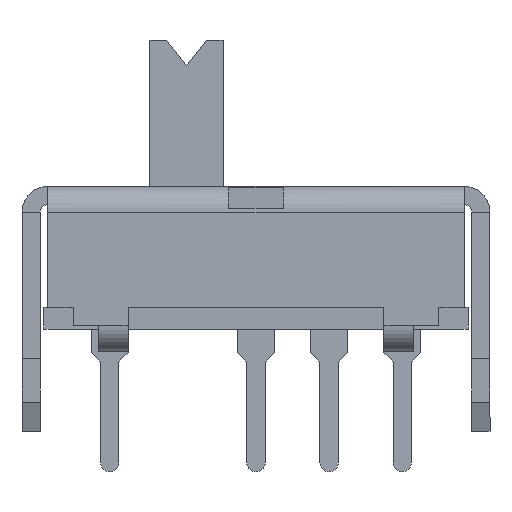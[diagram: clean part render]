
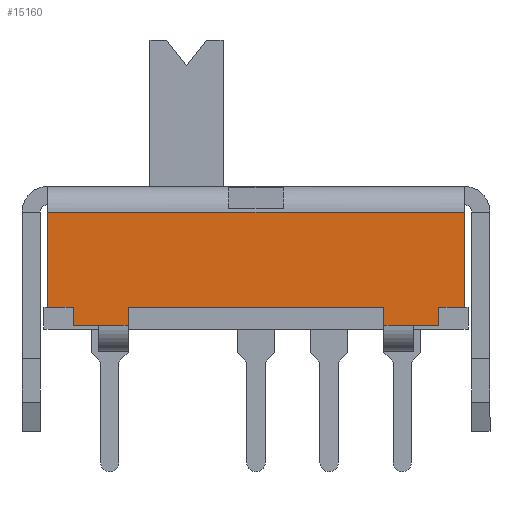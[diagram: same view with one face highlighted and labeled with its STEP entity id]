
A CAD part, front view. The second image highlights one B-rep face of the part: STEP entity #15160.
In plain terms, the highlighted planar face has unit normal (0, -1, 0).
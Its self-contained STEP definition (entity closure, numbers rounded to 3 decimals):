
#81 = CARTESIAN_POINT ( 'NONE',  ( -3.5, -2.2, 0.2 ) ) ;
#277 = VERTEX_POINT ( 'NONE', #11402 ) ;
#726 = DIRECTION ( 'NONE',  ( -1., 0., 0. ) ) ;
#1004 = CARTESIAN_POINT ( 'NONE',  ( 5.7, -2.2, 3.3 ) ) ;
#1178 = EDGE_CURVE ( 'NONE', #9777, #18385, #9083, .T. ) ;
#1385 = VERTEX_POINT ( 'NONE', #14552 ) ;
#1433 = CARTESIAN_POINT ( 'NONE',  ( 5., -2.2, 0.2 ) ) ;
#1488 = LINE ( 'NONE', #9911, #6301 ) ;
#1535 = DIRECTION ( 'NONE',  ( 0., 0., 1. ) ) ;
#1713 = ORIENTED_EDGE ( 'NONE', *, *, #13124, .T. ) ;
#1952 = ORIENTED_EDGE ( 'NONE', *, *, #15132, .F. ) ;
#2256 = CARTESIAN_POINT ( 'NONE',  ( -5., -2.2, 0.2 ) ) ;
#2261 = VECTOR ( 'NONE', #1535, 1000. ) ;
#2264 = VERTEX_POINT ( 'NONE', #12605 ) ;
#2432 = CARTESIAN_POINT ( 'NONE',  ( 5., -2.2, 0.2 ) ) ;
#2650 = DIRECTION ( 'NONE',  ( 0., 0., 1. ) ) ;
#2792 = CARTESIAN_POINT ( 'NONE',  ( 0., -2.2, 0. ) ) ;
#2868 = LINE ( 'NONE', #1004, #6584 ) ;
#3101 = VERTEX_POINT ( 'NONE', #13907 ) ;
#3152 = VECTOR ( 'NONE', #3501, 1000. ) ;
#3190 = EDGE_LOOP ( 'NONE', ( #1713, #17706, #12200, #10284, #8553, #21598, #21116, #4556, #6776, #11373, #8840, #11195, #8159, #1952 ) ) ;
#3501 = DIRECTION ( 'NONE',  ( 0., 0., 1. ) ) ;
#3596 = DIRECTION ( 'NONE',  ( -1., 0., 0. ) ) ;
#4001 = FACE_OUTER_BOUND ( 'NONE', #3190, .T. ) ;
#4075 = DIRECTION ( 'NONE',  ( 1., 0., 0. ) ) ;
#4255 = CARTESIAN_POINT ( 'NONE',  ( -6.4, -2.2, 0.7 ) ) ;
#4275 = VECTOR ( 'NONE', #7505, 1000. ) ;
#4282 = VERTEX_POINT ( 'NONE', #6896 ) ;
#4524 = EDGE_CURVE ( 'NONE', #277, #6703, #20552, .T. ) ;
#4552 = EDGE_CURVE ( 'NONE', #9473, #12407, #13756, .T. ) ;
#4556 = ORIENTED_EDGE ( 'NONE', *, *, #4552, .T. ) ;
#4658 = CARTESIAN_POINT ( 'NONE',  ( 5., -2.2, 0.2 ) ) ;
#4743 = EDGE_CURVE ( 'NONE', #8814, #1385, #1488, .T. ) ;
#4775 = CARTESIAN_POINT ( 'NONE',  ( 4.3, -2.2, 0.2 ) ) ;
#4784 = VECTOR ( 'NONE', #726, 1000. ) ;
#4908 = DIRECTION ( 'NONE',  ( 0., 0., 1. ) ) ;
#4911 = VECTOR ( 'NONE', #18916, 1000. ) ;
#5325 = PLANE ( 'NONE',  #7766 ) ;
#5548 = CARTESIAN_POINT ( 'NONE',  ( 6.4, -2.2, 3.3 ) ) ;
#6301 = VECTOR ( 'NONE', #4908, 1000. ) ;
#6584 = VECTOR ( 'NONE', #2650, 1000. ) ;
#6703 = VERTEX_POINT ( 'NONE', #20419 ) ;
#6776 = ORIENTED_EDGE ( 'NONE', *, *, #12417, .F. ) ;
#6896 = CARTESIAN_POINT ( 'NONE',  ( -4.3, -2.2, 0.2 ) ) ;
#6981 = LINE ( 'NONE', #11799, #19211 ) ;
#7022 = VECTOR ( 'NONE', #20591, 1000. ) ;
#7337 = EDGE_CURVE ( 'NONE', #3101, #277, #10381, .T. ) ;
#7486 = CARTESIAN_POINT ( 'NONE',  ( 5., -2.2, 0.2 ) ) ;
#7505 = DIRECTION ( 'NONE',  ( -1., 0., 0. ) ) ;
#7592 = DIRECTION ( 'NONE',  ( 0., 1., 0. ) ) ;
#7766 = AXIS2_PLACEMENT_3D ( 'NONE', #2792, #7592, #14376 ) ;
#8159 = ORIENTED_EDGE ( 'NONE', *, *, #18163, .T. ) ;
#8553 = ORIENTED_EDGE ( 'NONE', *, *, #4743, .F. ) ;
#8814 = VERTEX_POINT ( 'NONE', #19589 ) ;
#8840 = ORIENTED_EDGE ( 'NONE', *, *, #10867, .T. ) ;
#8926 = DIRECTION ( 'NONE',  ( -1., 0., 0. ) ) ;
#9083 = LINE ( 'NONE', #12707, #17677 ) ;
#9369 = LINE ( 'NONE', #14630, #4275 ) ;
#9473 = VERTEX_POINT ( 'NONE', #11858 ) ;
#9777 = VERTEX_POINT ( 'NONE', #12550 ) ;
#9911 = CARTESIAN_POINT ( 'NONE',  ( -5., -2.2, 0.2 ) ) ;
#10284 = ORIENTED_EDGE ( 'NONE', *, *, #13424, .F. ) ;
#10381 = LINE ( 'NONE', #17064, #7022 ) ;
#10646 = CARTESIAN_POINT ( 'NONE',  ( -6.4, -2.2, 0.7 ) ) ;
#10735 = CARTESIAN_POINT ( 'NONE',  ( 5., -2.2, 0.7 ) ) ;
#10793 = CARTESIAN_POINT ( 'NONE',  ( -3.5, -2.2, 0.7 ) ) ;
#10867 = EDGE_CURVE ( 'NONE', #9777, #18465, #20937, .T. ) ;
#10899 = LINE ( 'NONE', #4255, #4784 ) ;
#10936 = VECTOR ( 'NONE', #13733, 1000. ) ;
#11195 = ORIENTED_EDGE ( 'NONE', *, *, #12813, .T. ) ;
#11373 = ORIENTED_EDGE ( 'NONE', *, *, #1178, .F. ) ;
#11402 = CARTESIAN_POINT ( 'NONE',  ( -5.7, -2.2, 3.3 ) ) ;
#11799 = CARTESIAN_POINT ( 'NONE',  ( -6.4, -2.2, 0.7 ) ) ;
#11858 = CARTESIAN_POINT ( 'NONE',  ( -3.5, -2.2, 0.2 ) ) ;
#12200 = ORIENTED_EDGE ( 'NONE', *, *, #7337, .F. ) ;
#12316 = LINE ( 'NONE', #7486, #14956 ) ;
#12407 = VERTEX_POINT ( 'NONE', #10793 ) ;
#12417 = EDGE_CURVE ( 'NONE', #18385, #12407, #10899, .T. ) ;
#12550 = CARTESIAN_POINT ( 'NONE',  ( 3.5, -2.2, 0.2 ) ) ;
#12603 = DIRECTION ( 'NONE',  ( 0., 0., 1. ) ) ;
#12605 = CARTESIAN_POINT ( 'NONE',  ( 5.7, -2.2, 0.7 ) ) ;
#12707 = CARTESIAN_POINT ( 'NONE',  ( 3.5, -2.2, 0.2 ) ) ;
#12813 = EDGE_CURVE ( 'NONE', #18465, #12893, #12316, .T. ) ;
#12893 = VERTEX_POINT ( 'NONE', #4658 ) ;
#13124 = EDGE_CURVE ( 'NONE', #2264, #6703, #2868, .T. ) ;
#13424 = EDGE_CURVE ( 'NONE', #1385, #3101, #6981, .T. ) ;
#13733 = DIRECTION ( 'NONE',  ( -1., 0., 0. ) ) ;
#13756 = LINE ( 'NONE', #81, #3152 ) ;
#13800 = VECTOR ( 'NONE', #8926, 1000. ) ;
#13907 = CARTESIAN_POINT ( 'NONE',  ( -5.7, -2.2, 0.7 ) ) ;
#13946 = LINE ( 'NONE', #10646, #10936 ) ;
#14376 = DIRECTION ( 'NONE',  ( 0., 0., 1. ) ) ;
#14552 = CARTESIAN_POINT ( 'NONE',  ( -5., -2.2, 0.7 ) ) ;
#14630 = CARTESIAN_POINT ( 'NONE',  ( -5., -2.2, 0.2 ) ) ;
#14956 = VECTOR ( 'NONE', #20860, 1000. ) ;
#15057 = EDGE_CURVE ( 'NONE', #9473, #4282, #9369, .T. ) ;
#15132 = EDGE_CURVE ( 'NONE', #2264, #17118, #13946, .T. ) ;
#15160 = ADVANCED_FACE ( 'NONE', ( #4001 ), #5325, .F. ) ;
#16411 = LINE ( 'NONE', #1433, #2261 ) ;
#17064 = CARTESIAN_POINT ( 'NONE',  ( -5.7, -2.2, 3.3 ) ) ;
#17118 = VERTEX_POINT ( 'NONE', #10735 ) ;
#17236 = LINE ( 'NONE', #2256, #13800 ) ;
#17677 = VECTOR ( 'NONE', #12603, 1000. ) ;
#17706 = ORIENTED_EDGE ( 'NONE', *, *, #4524, .F. ) ;
#18163 = EDGE_CURVE ( 'NONE', #12893, #17118, #16411, .T. ) ;
#18385 = VERTEX_POINT ( 'NONE', #19231 ) ;
#18431 = EDGE_CURVE ( 'NONE', #4282, #8814, #17236, .T. ) ;
#18465 = VERTEX_POINT ( 'NONE', #4775 ) ;
#18916 = DIRECTION ( 'NONE',  ( 1., 0., 0. ) ) ;
#19211 = VECTOR ( 'NONE', #3596, 1000. ) ;
#19231 = CARTESIAN_POINT ( 'NONE',  ( 3.5, -2.2, 0.7 ) ) ;
#19589 = CARTESIAN_POINT ( 'NONE',  ( -5., -2.2, 0.2 ) ) ;
#20215 = VECTOR ( 'NONE', #4075, 1000. ) ;
#20419 = CARTESIAN_POINT ( 'NONE',  ( 5.7, -2.2, 3.3 ) ) ;
#20552 = LINE ( 'NONE', #5548, #4911 ) ;
#20591 = DIRECTION ( 'NONE',  ( 0., 0., 1. ) ) ;
#20860 = DIRECTION ( 'NONE',  ( 1., 0., 0. ) ) ;
#20937 = LINE ( 'NONE', #2432, #20215 ) ;
#21116 = ORIENTED_EDGE ( 'NONE', *, *, #15057, .F. ) ;
#21598 = ORIENTED_EDGE ( 'NONE', *, *, #18431, .F. ) ;
